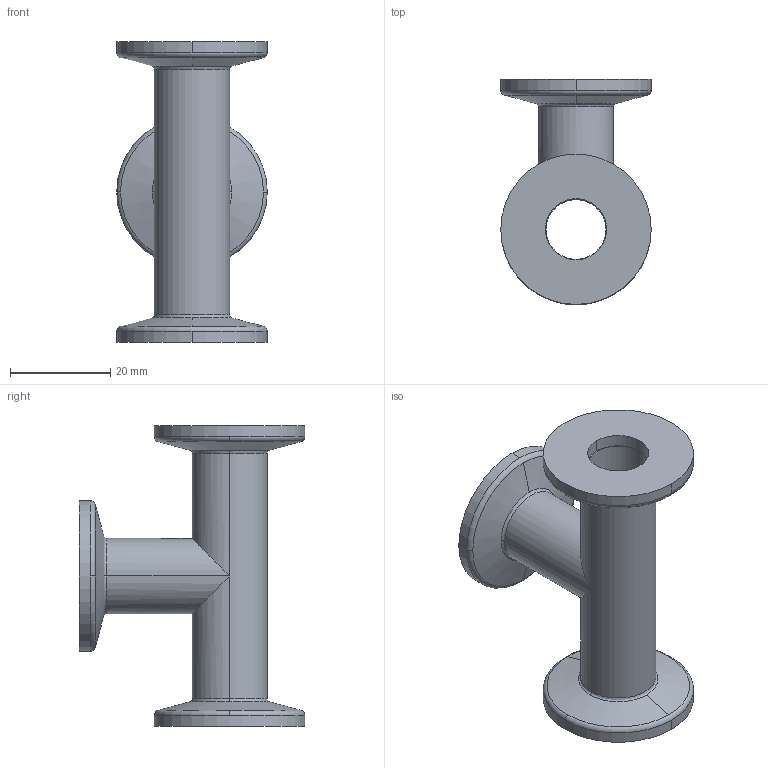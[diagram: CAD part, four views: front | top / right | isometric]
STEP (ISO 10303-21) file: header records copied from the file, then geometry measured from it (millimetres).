
FILE_DESCRIPTION((''),'2;1');
FILE_NAME('PF126210-X.stp','2004-06-24T16:29:53',('KAA'),(''),'Autodesk Inventor (R) 6.0','Autodesk Inventor (R) 6.0','');
FILE_SCHEMA(('AUTOMOTIVE_DESIGN { 1 0 10303 214 1 1 1 1 }'));
Length unit declared in the file: millimetre
Products named in the file (1): PF126210-X
Bounding box: 30 x 45 x 60 mm (x, y, z)
Volume: 11314.1 mm3; surface area: 10385 mm2
Topology: 1 solids, 1 shells, 46 faces, 118 edges, 76 vertices
Faces by surface type: cylinder 22, torus 6, cone 6, bspline 6, plane 6
Entity records: 1717 total; most frequent: CARTESIAN_POINT 505, DIRECTION 288, ORIENTED_EDGE 236, AXIS2_PLACEMENT_3D 129, EDGE_CURVE 118, CIRCLE 84, VERTEX_POINT 76, EDGE_LOOP 52
